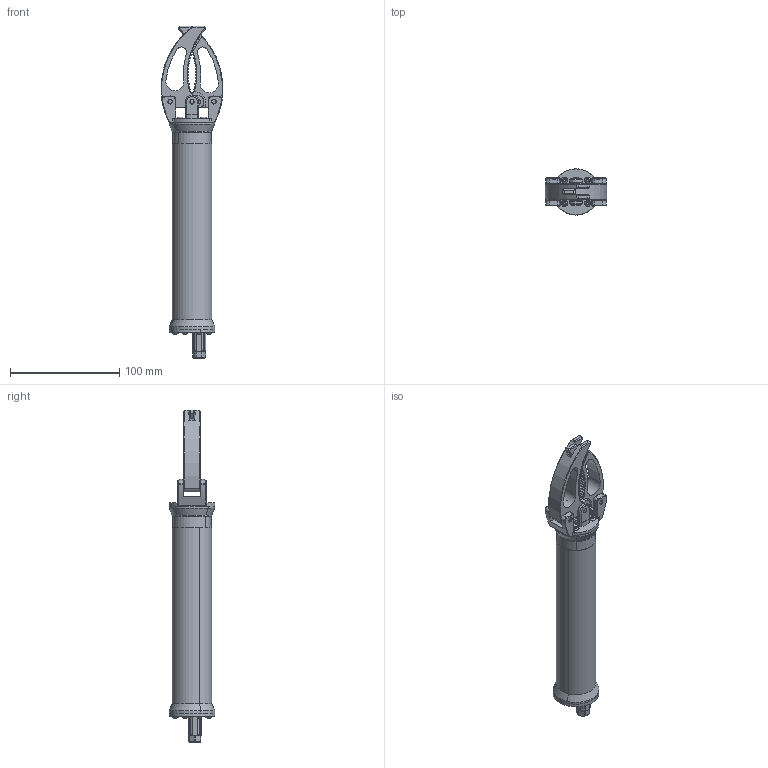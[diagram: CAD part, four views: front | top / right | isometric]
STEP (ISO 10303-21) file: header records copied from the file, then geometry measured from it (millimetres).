
FILE_DESCRIPTION (( 'STEP AP214' ), '1' );
FILE_NAME ('NEWTON-GRIPPER-ASSEM-R3-PUBLIC.STEP', '2021-10-18T17:07:20', ( '' ), ( '' ), 'SwSTEP 2.0', 'SolidWorks 2020', '' );
FILE_SCHEMA (( 'AUTOMOTIVE_DESIGN' ));
Length unit declared in the file: millimetre
Products named in the file (14): NEWTON-M-HOUSING-PUBLIC--R3; NEWTON-GRIPPER-ASSEM-R3-PUBLIC; NEWTON-GRIPPER-M-JAW-AXIAL-BEARING-SCREW-15-R3; NEWTON-GRIPPER-P-JAW-INNER-R2; NEWTON-GRIPPER-P-JAW-OUTER-R2; M3X0.5-6-BUTTON-HEAD-CAP-SCREW; NEWTON-M-PISTON-PUBLIC; ORING-021-BUNA-70A; NEWTON-GRIPPER-M-BASE-R4; WLP-M06-4.5MM-PUBLIC; NEWTON-M-FLANGE-CAP-R3; M4X0.7-8-SS316-BUTTON-HEAD-CAP-SCREW; NEWTON-GRIPPER-M-PUSHER-R3; M3X0.5-8-SS316-BUTTON-HEAD-CAP-SCREW
Assembly tree (22 placements, depth 2):
  NEWTON-GRIPPER-ASSEM-R3-PUBLIC
    NEWTON-GRIPPER-M-PUSHER-R3
    M4X0.7-8-SS316-BUTTON-HEAD-CAP-SCREW
    NEWTON-GRIPPER-P-JAW-OUTER-R2
    NEWTON-GRIPPER-P-JAW-INNER-R2
    NEWTON-GRIPPER-M-JAW-AXIAL-BEARING-SCREW-15-R3  x3
    NEWTON-GRIPPER-M-BASE-R4
    M3X0.5-8-SS316-BUTTON-HEAD-CAP-SCREW  x4
    NEWTON-M-FLANGE-CAP-R3
    M3X0.5-6-BUTTON-HEAD-CAP-SCREW  x4
    ORING-021-BUNA-70A  x2
    NEWTON-M-HOUSING-PUBLIC--R3
    NEWTON-M-PISTON-PUBLIC
    WLP-M06-4.5MM-PUBLIC
Bounding box: 56.45 x 42 x 303.93 mm (x, y, z)
Volume: 115412.2 mm3; surface area: 78815.5 mm2
Topology: 24 solids, 24 shells, 1265 faces, 3232 edges, 2045 vertices
Faces by surface type: cylinder 674, plane 277, cone 227, bspline 39, torus 30, sphere 18
Entity records: 40044 total; most frequent: CARTESIAN_POINT 16916, DIRECTION 4382, ORIENTED_EDGE 4356, EDGE_CURVE 2178, AXIS2_PLACEMENT_3D 1759, VERTEX_POINT 1391, EDGE_LOOP 941, CIRCLE 898
